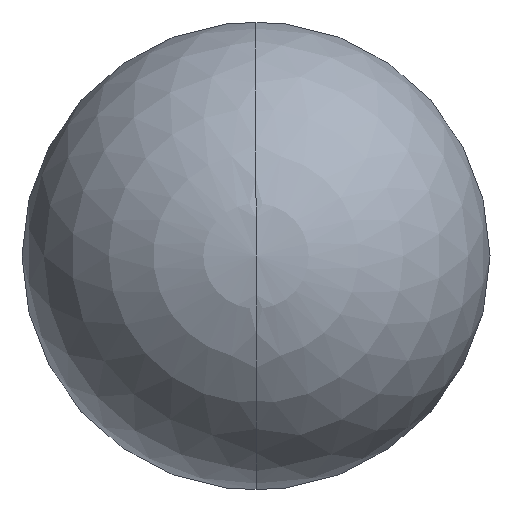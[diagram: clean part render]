
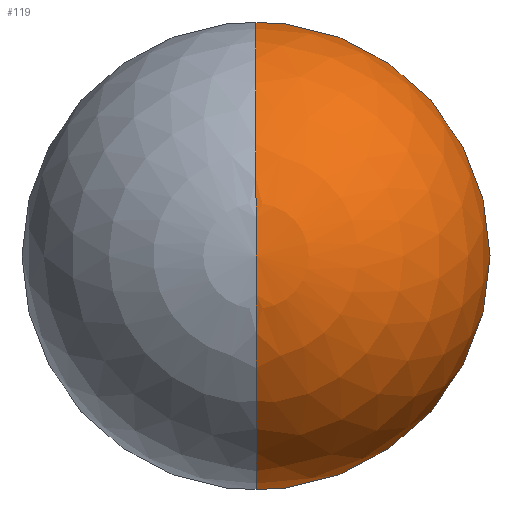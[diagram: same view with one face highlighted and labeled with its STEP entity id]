
A CAD part, left-side view. The second image highlights one B-rep face of the part: STEP entity #119.
In plain terms, the highlighted spherical face has radius 12.5 mm.
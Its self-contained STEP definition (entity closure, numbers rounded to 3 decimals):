
#97=VERTEX_POINT('',#227);
#119=ADVANCED_FACE('',(#253),#254,.T.);
#131=VERTEX_POINT('',#268);
#133=VERTEX_POINT('',#270);
#135=EDGE_CURVE('',#133,#131,#272,.T.);
#155=EDGE_CURVE('',#131,#97,#296,.T.);
#191=EDGE_CURVE('',#97,#133,#336,.T.);
#227=CARTESIAN_POINT('',(-66.5,0.,7.5));
#253=FACE_OUTER_BOUND('',#399,.T.);
#254=SPHERICAL_SURFACE('',#400,12.5);
#268=CARTESIAN_POINT('',(-89.,0.,0.));
#270=CARTESIAN_POINT('',(-66.5,0.,-7.5));
#272=CIRCLE('',#422,12.5);
#296=CIRCLE('',#452,12.5);
#336=CIRCLE('',#504,7.5);
#399=EDGE_LOOP('',(#565,#566,#567));
#400=AXIS2_PLACEMENT_3D('',#568,#569,#570);
#422=AXIS2_PLACEMENT_3D('',#589,#590,#591);
#452=AXIS2_PLACEMENT_3D('',#626,#627,#628);
#504=AXIS2_PLACEMENT_3D('',#672,#673,#674);
#565=ORIENTED_EDGE('',*,*,#155,.F.);
#566=ORIENTED_EDGE('',*,*,#135,.F.);
#567=ORIENTED_EDGE('',*,*,#191,.F.);
#568=CARTESIAN_POINT('',(-76.5,0.,0.));
#569=DIRECTION('',(1.0,0.0,0.0));
#570=DIRECTION('',(0.0,0.,1.0));
#589=CARTESIAN_POINT('',(-76.5,0.,0.));
#590=DIRECTION('',(-0.0,1.0,0.));
#591=DIRECTION('',(0.0,0.,-1.0));
#626=CARTESIAN_POINT('',(-76.5,0.,0.));
#627=DIRECTION('',(-0.0,1.0,0.));
#628=DIRECTION('',(0.0,0.,-1.0));
#672=CARTESIAN_POINT('',(-66.5,0.,0.));
#673=DIRECTION('',(1.0,0.0,0.0));
#674=DIRECTION('',(0.0,0.,1.0));
